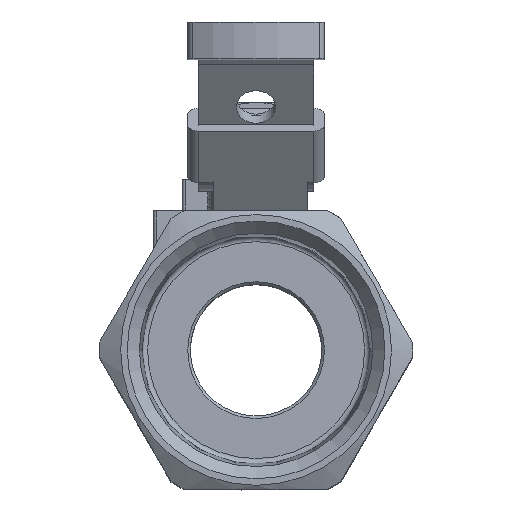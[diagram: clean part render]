
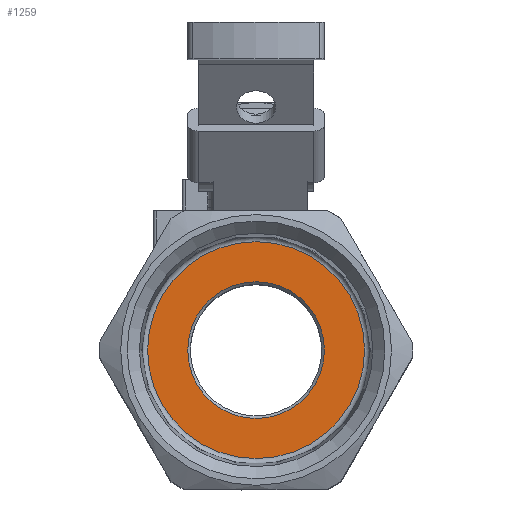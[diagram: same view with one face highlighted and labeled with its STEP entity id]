
A CAD part, top view. The second image highlights one B-rep face of the part: STEP entity #1259.
In plain terms, the highlighted planar face has unit normal (0, 0, 1).
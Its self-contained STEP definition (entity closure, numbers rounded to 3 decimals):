
#1259=ADVANCED_FACE('',(#3142,#3143),#3144,.T.);
#3142=FACE_BOUND('',#6281,.T.);
#3143=FACE_OUTER_BOUND('',#6282,.T.);
#3144=PLANE('',#6283);
#6281=EDGE_LOOP('',(#9775));
#6282=EDGE_LOOP('',(#9776));
#6283=AXIS2_PLACEMENT_3D('',#9777,#9778,#9779);
#9775=ORIENTED_EDGE('',*,*,#17775,.T.);
#9776=ORIENTED_EDGE('',*,*,#17776,.F.);
#9777=CARTESIAN_POINT('',(0.,-20.635,19.3));
#9778=DIRECTION('',(0.,0.0,1.0));
#9779=DIRECTION('',(1.0,0.0,0.));
#17775=EDGE_CURVE('',#21158,#21158,#21159,.T.);
#17776=EDGE_CURVE('',#21160,#21160,#21161,.T.);
#21158=VERTEX_POINT('',#26561);
#21159=CIRCLE('',#26562,13.0);
#21160=VERTEX_POINT('',#26563);
#21161=CIRCLE('',#26564,20.635);
#26561=CARTESIAN_POINT('',(-13.0,0.,19.3));
#26562=AXIS2_PLACEMENT_3D('',#33645,#33646,#33647);
#26563=CARTESIAN_POINT('',(-20.635,0.,19.3));
#26564=AXIS2_PLACEMENT_3D('',#33648,#33649,#33650);
#33645=CARTESIAN_POINT('',(0.,0.,19.3));
#33646=DIRECTION('',(0.,0.0,-1.0));
#33647=DIRECTION('',(-1.0,0.0,0.));
#33648=CARTESIAN_POINT('',(0.,0.,19.3));
#33649=DIRECTION('',(0.,0.0,-1.0));
#33650=DIRECTION('',(-1.0,0.0,0.));
